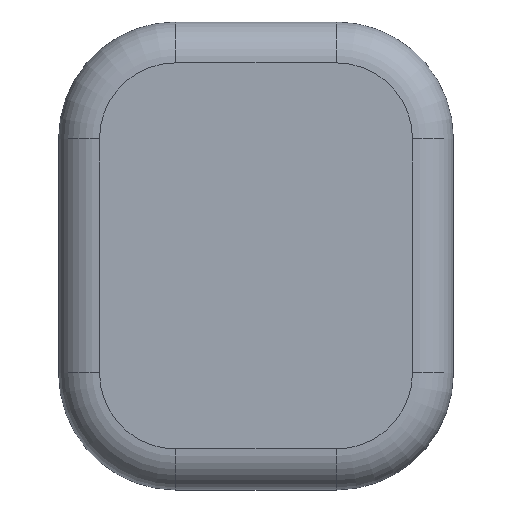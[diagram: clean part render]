
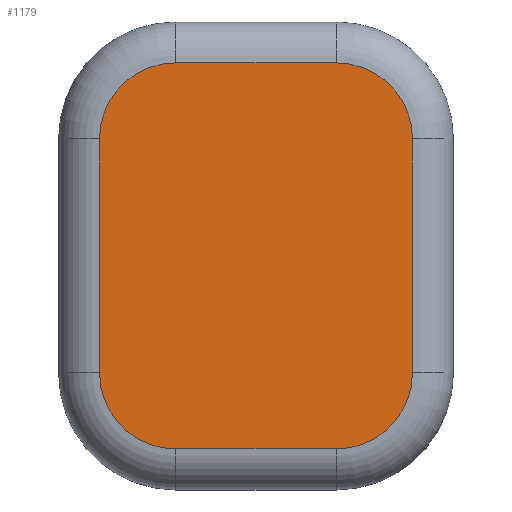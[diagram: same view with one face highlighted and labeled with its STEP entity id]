
A CAD part, top view. The second image highlights one B-rep face of the part: STEP entity #1179.
In plain terms, the highlighted planar face has unit normal (0, 0, 1).
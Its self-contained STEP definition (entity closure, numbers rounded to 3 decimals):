
#111=LINE('',#2045,#195);
#123=LINE('',#2079,#207);
#127=LINE('',#2095,#211);
#138=LINE('',#2148,#222);
#195=VECTOR('',#1591,10.);
#207=VECTOR('',#1627,10.);
#211=VECTOR('',#1647,10.);
#222=VECTOR('',#1722,10.);
#245=PLANE('',#1346);
#312=FACE_OUTER_BOUND('',#388,.T.);
#388=EDGE_LOOP('',(#1090,#1091,#1092,#1093,#1094,#1095,#1096,#1097));
#441=CIRCLE('',#1289,52.);
#449=CIRCLE('',#1302,52.);
#454=CIRCLE('',#1311,52.);
#457=CIRCLE('',#1318,52.);
#554=VERTEX_POINT('',#2026);
#557=VERTEX_POINT('',#2031);
#561=VERTEX_POINT('',#2043);
#569=VERTEX_POINT('',#2069);
#571=VERTEX_POINT('',#2077);
#572=VERTEX_POINT('',#2083);
#575=VERTEX_POINT('',#2088);
#577=VERTEX_POINT('',#2101);
#697=EDGE_CURVE('',#557,#554,#441,.T.);
#703=EDGE_CURVE('',#561,#557,#111,.T.);
#718=EDGE_CURVE('',#569,#561,#449,.T.);
#722=EDGE_CURVE('',#571,#569,#123,.T.);
#727=EDGE_CURVE('',#575,#572,#454,.T.);
#730=EDGE_CURVE('',#554,#575,#127,.T.);
#734=EDGE_CURVE('',#577,#571,#457,.T.);
#756=EDGE_CURVE('',#572,#577,#138,.T.);
#1090=ORIENTED_EDGE('',*,*,#697,.F.);
#1091=ORIENTED_EDGE('',*,*,#703,.F.);
#1092=ORIENTED_EDGE('',*,*,#718,.F.);
#1093=ORIENTED_EDGE('',*,*,#722,.F.);
#1094=ORIENTED_EDGE('',*,*,#734,.F.);
#1095=ORIENTED_EDGE('',*,*,#756,.F.);
#1096=ORIENTED_EDGE('',*,*,#727,.F.);
#1097=ORIENTED_EDGE('',*,*,#730,.F.);
#1179=ADVANCED_FACE('',(#312),#245,.T.);
#1289=AXIS2_PLACEMENT_3D('',#2033,#1578,#1579);
#1302=AXIS2_PLACEMENT_3D('',#2071,#1617,#1618);
#1311=AXIS2_PLACEMENT_3D('',#2090,#1639,#1640);
#1318=AXIS2_PLACEMENT_3D('',#2103,#1657,#1658);
#1346=AXIS2_PLACEMENT_3D('',#2150,#1724,#1725);
#1578=DIRECTION('center_axis',(0.,0.,-1.));
#1579=DIRECTION('ref_axis',(-0.707,-0.707,0.));
#1591=DIRECTION('',(-1.,0.,0.));
#1617=DIRECTION('center_axis',(0.,0.,-1.));
#1618=DIRECTION('ref_axis',(0.707,-0.707,0.));
#1627=DIRECTION('',(0.,-1.,0.));
#1639=DIRECTION('center_axis',(0.,0.,-1.));
#1640=DIRECTION('ref_axis',(-0.707,0.707,0.));
#1647=DIRECTION('',(0.,1.,0.));
#1657=DIRECTION('center_axis',(0.,0.,-1.));
#1658=DIRECTION('ref_axis',(0.707,0.707,0.));
#1722=DIRECTION('',(1.,0.,0.));
#1724=DIRECTION('center_axis',(0.,0.,1.));
#1725=DIRECTION('ref_axis',(1.,0.,0.));
#2026=CARTESIAN_POINT('',(-107.,-80.,60.));
#2031=CARTESIAN_POINT('',(-55.,-132.,60.));
#2033=CARTESIAN_POINT('Origin',(-55.,-80.,60.));
#2043=CARTESIAN_POINT('',(55.,-132.,60.));
#2045=CARTESIAN_POINT('',(-67.5,-132.,60.));
#2069=CARTESIAN_POINT('',(107.,-80.,60.));
#2071=CARTESIAN_POINT('Origin',(55.,-80.,60.));
#2077=CARTESIAN_POINT('',(107.,80.,60.));
#2079=CARTESIAN_POINT('',(107.,-80.,60.));
#2083=CARTESIAN_POINT('',(-55.,132.,60.));
#2088=CARTESIAN_POINT('',(-107.,80.,60.));
#2090=CARTESIAN_POINT('Origin',(-55.,80.,60.));
#2095=CARTESIAN_POINT('',(-107.,80.,60.));
#2101=CARTESIAN_POINT('',(55.,132.,60.));
#2103=CARTESIAN_POINT('Origin',(55.,80.,60.));
#2148=CARTESIAN_POINT('',(67.5,132.,60.));
#2150=CARTESIAN_POINT('Origin',(0.,0.,
60.));
